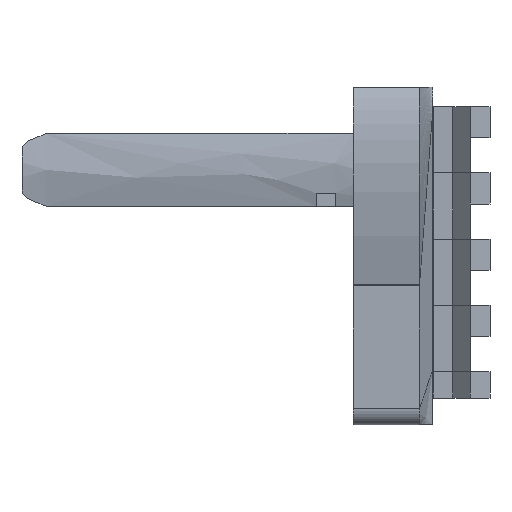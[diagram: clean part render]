
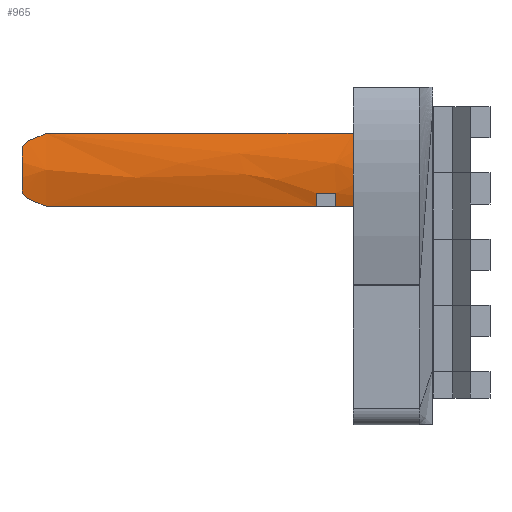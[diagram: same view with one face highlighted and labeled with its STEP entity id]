
A CAD part, left-side view. The second image highlights one B-rep face of the part: STEP entity #965.
In plain terms, the highlighted free-form (B-spline) face has degree [2, 1] with [3, 2] control points.
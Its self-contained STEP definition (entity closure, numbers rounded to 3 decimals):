
#837=CARTESIAN_POINT('',(-15.,2.6,8.));
#838=VERTEX_POINT('',#837);
#839=CARTESIAN_POINT('',(-15.,0.,8.));
#840=VERTEX_POINT('',#839);
#841=CARTESIAN_POINT('',(-15.,2.6,8.));
#842=DIRECTION('',(0.,-1.,0.));
#843=VECTOR('',#842,2.6);
#844=LINE('',#841,#843);
#845=EDGE_CURVE('',#838,#840,#844,.T.);
#863=CARTESIAN_POINT('',(-15.,50.,19.));
#864=CARTESIAN_POINT('',(-15.,0.,19.));
#865=CARTESIAN_POINT('',(-17.,50.,13.5));
#866=CARTESIAN_POINT('',(-17.,0.,13.5));
#867=CARTESIAN_POINT('',(-15.,50.,8.));
#868=CARTESIAN_POINT('',(-15.,0.,8.));
#869=B_SPLINE_SURFACE_WITH_KNOTS('',2,1,((#863,#864),(#865,#866),(#867,#868)),.UNSPECIFIED.,.F.,.F.,.U.,(3,3),(2,2),(0.,1.),(0.,1.),.UNSPECIFIED.);
#870=CARTESIAN_POINT('',(-15.,46.343,19.));
#871=VERTEX_POINT('',#870);
#872=CARTESIAN_POINT('',(-15.,0.,19.));
#873=VERTEX_POINT('',#872);
#874=CARTESIAN_POINT('',(-15.,46.343,19.));
#875=DIRECTION('',(0.,-1.,0.));
#876=VECTOR('',#875,46.343);
#877=LINE('',#874,#876);
#878=EDGE_CURVE('',#871,#873,#877,.T.);
#879=ORIENTED_EDGE('',*,*,#878,.F.);
#880=CARTESIAN_POINT('',(-15.381,49.172,17.828));
#881=VERTEX_POINT('',#880);
#882=CARTESIAN_POINT('',(-15.,46.343,19.));
#883=CARTESIAN_POINT('',(-15.142,47.284,18.61));
#884=CARTESIAN_POINT('',(-15.269,48.227,18.22));
#885=CARTESIAN_POINT('',(-15.381,49.172,17.828));
#886=B_SPLINE_CURVE_WITH_KNOTS('',3,(#882,#883,#884,#885),.UNSPECIFIED.,.F.,.F.,(4,4),(0.,0.003),.UNSPECIFIED.);
#887=EDGE_CURVE('',#871,#881,#886,.T.);
#888=ORIENTED_EDGE('',*,*,#887,.T.);
#889=CARTESIAN_POINT('',(-15.595,50.,17.));
#890=VERTEX_POINT('',#889);
#891=CARTESIAN_POINT('',(-15.381,49.172,17.828));
#892=CARTESIAN_POINT('',(-15.459,49.447,17.553));
#893=CARTESIAN_POINT('',(-15.531,49.723,17.277));
#894=CARTESIAN_POINT('',(-15.595,50.,17.));
#895=B_SPLINE_CURVE_WITH_KNOTS('',3,(#891,#892,#893,#894),.UNSPECIFIED.,.F.,.F.,(4,4),(0.002,0.003),.UNSPECIFIED.);
#896=EDGE_CURVE('',#881,#890,#895,.T.);
#897=ORIENTED_EDGE('',*,*,#896,.T.);
#898=CARTESIAN_POINT('',(-15.595,50.,10.));
#899=VERTEX_POINT('',#898);
#900=CARTESIAN_POINT('',(-15.595,50.,17.));
#901=CARTESIAN_POINT('',(-16.405,50.,13.5));
#902=CARTESIAN_POINT('',(-15.595,50.,10.));
#903=B_SPLINE_CURVE_WITH_KNOTS('',2,(#900,#901,#902),.UNSPECIFIED.,.F.,.F.,(3,3),(0.182,0.818),.UNSPECIFIED.);
#904=EDGE_CURVE('',#890,#899,#903,.T.);
#905=ORIENTED_EDGE('',*,*,#904,.T.);
#906=CARTESIAN_POINT('',(-15.381,49.172,9.172));
#907=VERTEX_POINT('',#906);
#908=CARTESIAN_POINT('',(-15.595,50.,10.));
#909=CARTESIAN_POINT('',(-15.531,49.723,9.723));
#910=CARTESIAN_POINT('',(-15.459,49.447,9.447));
#911=CARTESIAN_POINT('',(-15.381,49.172,9.172));
#912=B_SPLINE_CURVE_WITH_KNOTS('',3,(#908,#909,#910,#911),.UNSPECIFIED.,.F.,.F.,(4,4),(0.,0.001),.UNSPECIFIED.);
#913=EDGE_CURVE('',#899,#907,#912,.T.);
#914=ORIENTED_EDGE('',*,*,#913,.T.);
#915=CARTESIAN_POINT('',(-15.,46.343,8.));
#916=VERTEX_POINT('',#915);
#917=CARTESIAN_POINT('',(-15.381,49.172,9.172));
#918=CARTESIAN_POINT('',(-15.269,48.227,8.78));
#919=CARTESIAN_POINT('',(-15.142,47.284,8.39));
#920=CARTESIAN_POINT('',(-15.,46.343,8.));
#921=B_SPLINE_CURVE_WITH_KNOTS('',3,(#917,#918,#919,#920),.UNSPECIFIED.,.F.,.F.,(4,4),(0.,0.003),.UNSPECIFIED.);
#922=EDGE_CURVE('',#907,#916,#921,.T.);
#923=ORIENTED_EDGE('',*,*,#922,.T.);
#924=CARTESIAN_POINT('',(-15.,5.6,8.));
#925=VERTEX_POINT('',#924);
#926=CARTESIAN_POINT('',(-15.,46.343,8.));
#927=DIRECTION('',(0.,-1.,0.));
#928=VECTOR('',#927,40.743);
#929=LINE('',#926,#928);
#930=EDGE_CURVE('',#916,#925,#929,.T.);
#931=ORIENTED_EDGE('',*,*,#930,.T.);
#932=CARTESIAN_POINT('',(-15.595,5.6,10.));
#933=VERTEX_POINT('',#932);
#934=CARTESIAN_POINT('',(-15.,5.6,8.));
#935=CARTESIAN_POINT('',(-15.238,5.6,8.654));
#936=CARTESIAN_POINT('',(-15.438,5.6,9.323));
#937=CARTESIAN_POINT('',(-15.595,5.6,10.));
#938=B_SPLINE_CURVE_WITH_KNOTS('',3,(#934,#935,#936,#937),.UNSPECIFIED.,.F.,.F.,(4,4),(0.014,0.016),.UNSPECIFIED.);
#939=EDGE_CURVE('',#925,#933,#938,.T.);
#940=ORIENTED_EDGE('',*,*,#939,.T.);
#941=CARTESIAN_POINT('',(-15.595,2.6,10.));
#942=VERTEX_POINT('',#941);
#943=CARTESIAN_POINT('',(-15.595,5.6,10.));
#944=DIRECTION('',(0.,-1.,0.));
#945=VECTOR('',#944,3.);
#946=LINE('',#943,#945);
#947=EDGE_CURVE('',#933,#942,#946,.T.);
#948=ORIENTED_EDGE('',*,*,#947,.T.);
#949=CARTESIAN_POINT('',(-15.595,2.6,10.));
#950=CARTESIAN_POINT('',(-15.439,2.6,9.326));
#951=CARTESIAN_POINT('',(-15.238,2.6,8.655));
#952=CARTESIAN_POINT('',(-15.,2.6,8.));
#953=B_SPLINE_CURVE_WITH_KNOTS('',3,(#949,#950,#951,#952),.UNSPECIFIED.,.F.,.F.,(4,4),(0.007,0.009),.UNSPECIFIED.);
#954=EDGE_CURVE('',#942,#838,#953,.T.);
#955=ORIENTED_EDGE('',*,*,#954,.T.);
#956=ORIENTED_EDGE('',*,*,#845,.T.);
#957=CARTESIAN_POINT('',(-15.,0.,19.));
#958=CARTESIAN_POINT('',(-17.,0.,13.5));
#959=CARTESIAN_POINT('',(-15.,0.,8.));
#960=B_SPLINE_CURVE_WITH_KNOTS('',2,(#957,#958,#959),.UNSPECIFIED.,.F.,.F.,(3,3),(0.,1.),.UNSPECIFIED.);
#961=EDGE_CURVE('',#873,#840,#960,.T.);
#962=ORIENTED_EDGE('',*,*,#961,.F.);
#963=EDGE_LOOP('',(#879,#888,#897,#905,#914,#923,#931,#940,#948,#955,#956,#962));
#964=FACE_BOUND('',#963,.T.);
#965=ADVANCED_FACE('',(#964),#869,.T.);
